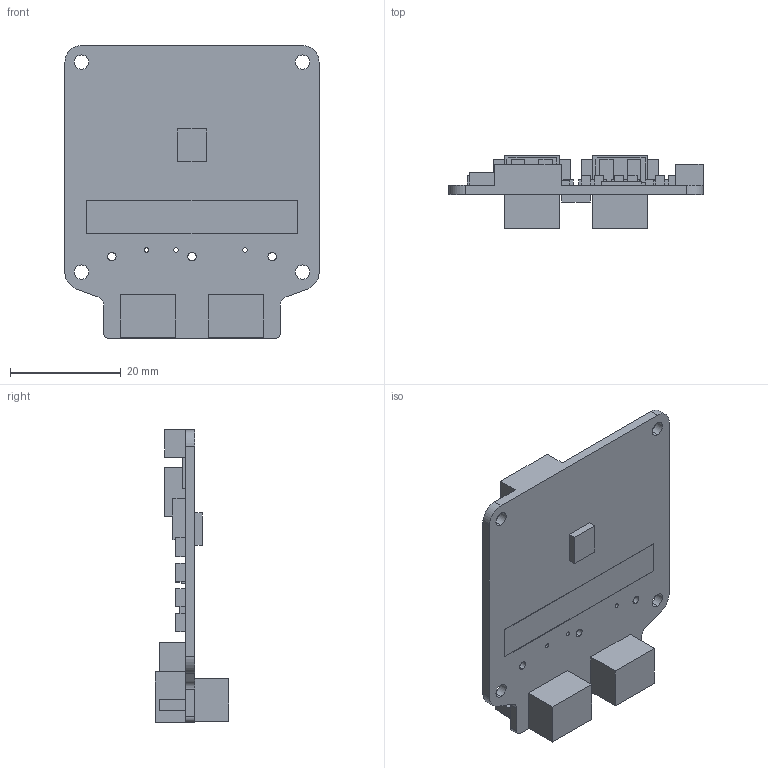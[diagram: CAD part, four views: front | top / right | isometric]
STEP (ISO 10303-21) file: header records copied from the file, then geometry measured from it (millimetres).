
FILE_DESCRIPTION (( 'STEP AP214' ), '1' );
FILE_NAME ('MirrorMoteus_r4.11.STEP', '2023-12-11T13:50:25', ( '' ), ( '' ), 'SwSTEP 2.0', 'SolidWorks 2023', '' );
FILE_SCHEMA (( 'AUTOMOTIVE_DESIGN' ));
Length unit declared in the file: millimetre
Products named in the file (1): MirrorMoteus_r4.11
Bounding box: 46 x 13.35 x 53 mm (x, y, z)
Volume: 5865.7 mm3; surface area: 7766.8 mm2
Topology: 1 solids, 1 shells, 275 faces, 717 edges, 478 vertices
Faces by surface type: plane 247, cylinder 28
Entity records: 8370 total; most frequent: CARTESIAN_POINT 1471, ORIENTED_EDGE 1434, DIRECTION 1325, EDGE_CURVE 717, LINE 661, VECTOR 661, VERTEX_POINT 478, AXIS2_PLACEMENT_3D 332
